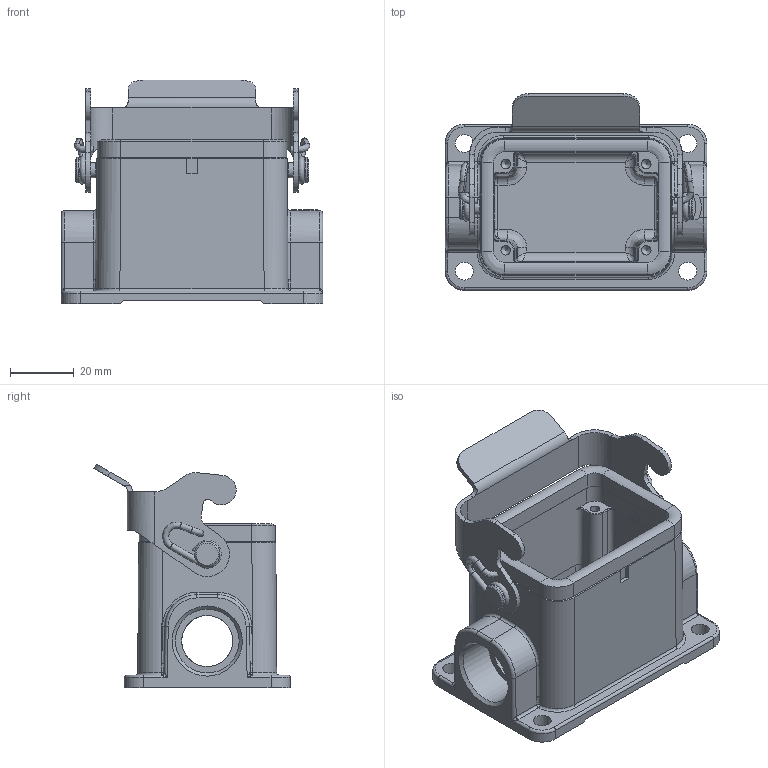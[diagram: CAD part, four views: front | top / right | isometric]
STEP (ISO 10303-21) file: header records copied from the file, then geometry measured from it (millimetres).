
FILE_DESCRIPTION(/* description */ (''),/* implementation_level */ '2;1');
FILE_NAME(/* name */ '100104674ugm000_d.stp',/* time_stamp */ '2017-11-06T09:17:27+01:00',/* author */ (''),/* organization */ (''),/* preprocessor_version */ 'ST-DEVELOPER v16',/* originating_system */ 'SIEMENS PLM Software NX 10.0',/* authorisation */ '');
FILE_SCHEMA (('AUTOMOTIVE_DESIGN { 1 0 10303 214 3 1 1 1 }'));
Length unit declared in the file: millimetre
Products named in the file (1): 100104674ugm000_d
Bounding box: 82 x 61.51 x 70.15 mm (x, y, z)
Volume: 65448.9 mm3; surface area: 36694.9 mm2
Topology: 2 solids, 3 shells, 494 faces, 1260 edges, 785 vertices
Faces by surface type: plane 212, cylinder 162, bspline 70, torus 28, cone 16, sphere 4, extrusion 2
Full cylindrical faces by diameter (mm): 0.88 x1, 1.04 x1, 1.6 x2, 3 x4, 4 x2, 4.8 x2, 4.9 x2, 5.6 x4, 8 x2, 16 x2, 20 x2
Entity records: 20666 total; most frequent: CARTESIAN_POINT 5705, ORIENTED_EDGE 2370, DIRECTION 2357, EDGE_CURVE 1185, AXIS2_PLACEMENT_3D 866, VERTEX_POINT 767, VECTOR 625, LINE 623
